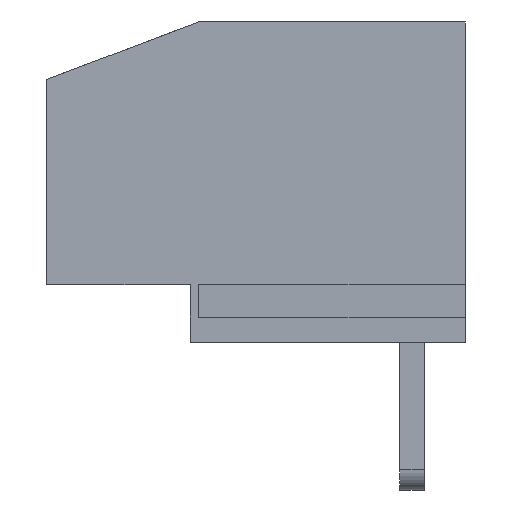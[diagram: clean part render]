
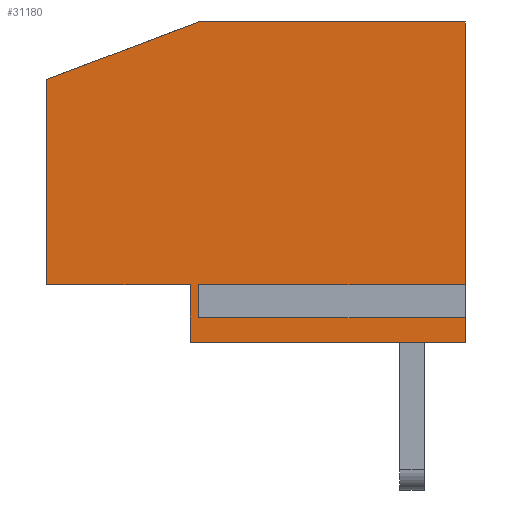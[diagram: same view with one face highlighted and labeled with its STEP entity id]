
A CAD part, left-side view. The second image highlights one B-rep face of the part: STEP entity #31180.
In plain terms, the highlighted planar face has unit normal (-1, 0, 0).
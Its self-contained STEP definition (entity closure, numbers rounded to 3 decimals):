
#1230 = VERTEX_POINT ( 'NONE', #42096 ) ;
#1477 = CARTESIAN_POINT ( 'NONE',  ( 0., 0., 7.8 ) ) ;
#1777 = CARTESIAN_POINT ( 'NONE',  ( 0., 10.2, 7.8 ) ) ;
#2192 = VECTOR ( 'NONE', #18464, 1000. ) ;
#2302 = CARTESIAN_POINT ( 'NONE',  ( 0., 6.7, 0. ) ) ;
#3193 = DIRECTION ( 'NONE',  ( 0., 0., 1. ) ) ;
#3631 = VECTOR ( 'NONE', #5246, 1000. ) ;
#3780 = DIRECTION ( 'NONE',  ( 0., 0., 1. ) ) ;
#5220 = LINE ( 'NONE', #12253, #33657 ) ;
#5246 = DIRECTION ( 'NONE',  ( 0., -1., 0. ) ) ;
#5727 = VECTOR ( 'NONE', #23661, 1000. ) ;
#5812 = DIRECTION ( 'NONE',  ( 0., 0., 1. ) ) ;
#6006 = VERTEX_POINT ( 'NONE', #27458 ) ;
#6698 = EDGE_CURVE ( 'NONE', #43039, #6006, #5220, .T. ) ;
#7018 = CARTESIAN_POINT ( 'NONE',  ( 0., 0., 7.8 ) ) ;
#7490 = LINE ( 'NONE', #28444, #2192 ) ;
#7510 = ORIENTED_EDGE ( 'NONE', *, *, #6698, .T. ) ;
#9490 = VECTOR ( 'NONE', #9693, 1000. ) ;
#9693 = DIRECTION ( 'NONE',  ( 0., -1., 0. ) ) ;
#9971 = EDGE_CURVE ( 'NONE', #44236, #37623, #34358, .T. ) ;
#10401 = EDGE_CURVE ( 'NONE', #40079, #12391, #27145, .T. ) ;
#11193 = VECTOR ( 'NONE', #3780, 1000. ) ;
#11812 = CARTESIAN_POINT ( 'NONE',  ( 0., 6.5, 1.218 ) ) ;
#12012 = VECTOR ( 'NONE', #3193, 1000. ) ;
#12253 = CARTESIAN_POINT ( 'NONE',  ( 0., 6.5, 1.218 ) ) ;
#12391 = VERTEX_POINT ( 'NONE', #17636 ) ;
#12480 = CARTESIAN_POINT ( 'NONE',  ( 0., 0., 0. ) ) ;
#12619 = ORIENTED_EDGE ( 'NONE', *, *, #30517, .T. ) ;
#12819 = CARTESIAN_POINT ( 'NONE',  ( 0., 10.2, 1.4 ) ) ;
#13446 = EDGE_CURVE ( 'NONE', #38884, #1230, #39143, .T. ) ;
#13457 = CARTESIAN_POINT ( 'NONE',  ( 0., 10.2, 7.8 ) ) ;
#13699 = CARTESIAN_POINT ( 'NONE',  ( 0., 0., 7.8 ) ) ;
#14785 = ORIENTED_EDGE ( 'NONE', *, *, #16912, .F. ) ;
#15775 = CARTESIAN_POINT ( 'NONE',  ( 0., 6.5, 0.782 ) ) ;
#16912 = EDGE_CURVE ( 'NONE', #40079, #44236, #31827, .T. ) ;
#17373 = LINE ( 'NONE', #13699, #22062 ) ;
#17587 = ORIENTED_EDGE ( 'NONE', *, *, #9971, .F. ) ;
#17636 = CARTESIAN_POINT ( 'NONE',  ( 0., 6.7, 1.4 ) ) ;
#18168 = CARTESIAN_POINT ( 'NONE',  ( 0., 6.7, 1.4 ) ) ;
#18378 = AXIS2_PLACEMENT_3D ( 'NONE', #13457, #24547, #41742 ) ;
#18396 = DIRECTION ( 'NONE',  ( 0., 0., -1. ) ) ;
#18464 = DIRECTION ( 'NONE',  ( 0., -1., 0. ) ) ;
#20982 = CARTESIAN_POINT ( 'NONE',  ( 0., 6.5, 0.782 ) ) ;
#22062 = VECTOR ( 'NONE', #27560, 1000. ) ;
#22188 = ORIENTED_EDGE ( 'NONE', *, *, #34599, .T. ) ;
#22676 = VECTOR ( 'NONE', #5812, 1000. ) ;
#23427 = CARTESIAN_POINT ( 'NONE',  ( 0., 10.2, 6.4 ) ) ;
#23661 = DIRECTION ( 'NONE',  ( 0., -0.935, 0.354 ) ) ;
#23822 = ORIENTED_EDGE ( 'NONE', *, *, #44530, .T. ) ;
#24049 = CARTESIAN_POINT ( 'NONE',  ( 0., 10.2, 0. ) ) ;
#24462 = CARTESIAN_POINT ( 'NONE',  ( 0., 6.5, 7.8 ) ) ;
#24547 = DIRECTION ( 'NONE',  ( 1., 0., 0. ) ) ;
#24694 = CARTESIAN_POINT ( 'NONE',  ( 0., 10.2, 1.4 ) ) ;
#25041 = ORIENTED_EDGE ( 'NONE', *, *, #37057, .F. ) ;
#25285 = VECTOR ( 'NONE', #35236, 1000. ) ;
#25317 = ORIENTED_EDGE ( 'NONE', *, *, #41088, .T. ) ;
#25998 = ORIENTED_EDGE ( 'NONE', *, *, #10401, .T. ) ;
#27145 = LINE ( 'NONE', #12819, #9490 ) ;
#27458 = CARTESIAN_POINT ( 'NONE',  ( 0., 0., 1.218 ) ) ;
#27560 = DIRECTION ( 'NONE',  ( 0., 0., 1. ) ) ;
#28297 = VERTEX_POINT ( 'NONE', #15775 ) ;
#28444 = CARTESIAN_POINT ( 'NONE',  ( 0., 6.5, 0.782 ) ) ;
#28733 = CARTESIAN_POINT ( 'NONE',  ( 0., 10.2, 6.4 ) ) ;
#29942 = LINE ( 'NONE', #1777, #3631 ) ;
#30517 = EDGE_CURVE ( 'NONE', #28297, #43039, #44849, .T. ) ;
#30671 = VECTOR ( 'NONE', #18396, 1000. ) ;
#31180 = ADVANCED_FACE ( 'NONE', ( #32025 ), #41983, .F. ) ;
#31827 = LINE ( 'NONE', #35522, #12012 ) ;
#32025 = FACE_OUTER_BOUND ( 'NONE', #44683, .T. ) ;
#33657 = VECTOR ( 'NONE', #40576, 1000. ) ;
#34358 = LINE ( 'NONE', #23427, #5727 ) ;
#34599 = EDGE_CURVE ( 'NONE', #6006, #40445, #17373, .T. ) ;
#34990 = LINE ( 'NONE', #24049, #25285 ) ;
#35236 = DIRECTION ( 'NONE',  ( 0., -1., 0. ) ) ;
#35443 = VERTEX_POINT ( 'NONE', #2302 ) ;
#35522 = CARTESIAN_POINT ( 'NONE',  ( 0., 10.2, 7.8 ) ) ;
#37057 = EDGE_CURVE ( 'NONE', #37623, #40445, #29942, .T. ) ;
#37623 = VERTEX_POINT ( 'NONE', #24462 ) ;
#37832 = ORIENTED_EDGE ( 'NONE', *, *, #43689, .F. ) ;
#38884 = VERTEX_POINT ( 'NONE', #12480 ) ;
#39143 = LINE ( 'NONE', #7018, #11193 ) ;
#39752 = LINE ( 'NONE', #18168, #30671 ) ;
#40079 = VERTEX_POINT ( 'NONE', #24694 ) ;
#40445 = VERTEX_POINT ( 'NONE', #1477 ) ;
#40576 = DIRECTION ( 'NONE',  ( 0., -1., 0. ) ) ;
#41088 = EDGE_CURVE ( 'NONE', #12391, #35443, #39752, .T. ) ;
#41742 = DIRECTION ( 'NONE',  ( 0., 0., -1. ) ) ;
#41983 = PLANE ( 'NONE',  #18378 ) ;
#42096 = CARTESIAN_POINT ( 'NONE',  ( 0., 0., 0.782 ) ) ;
#43039 = VERTEX_POINT ( 'NONE', #11812 ) ;
#43114 = ORIENTED_EDGE ( 'NONE', *, *, #13446, .T. ) ;
#43689 = EDGE_CURVE ( 'NONE', #28297, #1230, #7490, .T. ) ;
#44236 = VERTEX_POINT ( 'NONE', #28733 ) ;
#44530 = EDGE_CURVE ( 'NONE', #35443, #38884, #34990, .T. ) ;
#44683 = EDGE_LOOP ( 'NONE', ( #37832, #12619, #7510, #22188, #25041, #17587, #14785, #25998, #25317, #23822, #43114 ) ) ;
#44849 = LINE ( 'NONE', #20982, #22676 ) ;
